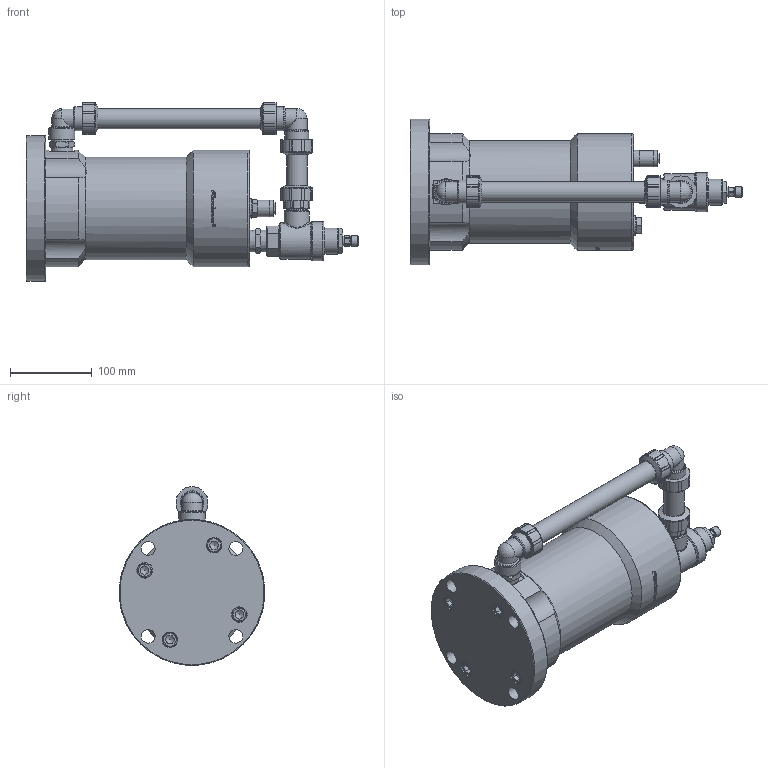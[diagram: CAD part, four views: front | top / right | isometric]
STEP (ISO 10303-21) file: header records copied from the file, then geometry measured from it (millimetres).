
FILE_DESCRIPTION((''),'2;1');
FILE_NAME('4200-00-M.stp','2012-02-21T15:05:32',('Petr'),(''),'Autodesk Inventor 2011','Autodesk Inventor 2011','');
FILE_SCHEMA(('CONFIG_CONTROL_DESIGN'));
Length unit declared in the file: millimetre
Products named in the file (1): 4200-00-M
Bounding box: 407 x 178.32 x 218.66 mm (x, y, z)
Volume: 4291621.7 mm3; surface area: 316495.5 mm2
Topology: 1 solids, 30 shells, 985 faces, 2505 edges, 1641 vertices
Faces by surface type: plane 368, cylinder 250, bspline 156, torus 116, cone 93, sphere 2
Full cylindrical faces by diameter (mm): 6 x1, 6.647 x6, 8 x12, 8.5 x6, 8.647 x1, 9.73 x1, 10 x1, 10.106 x5, 11.053 x1, 11.989 x1, 12 x8, 12.5 x2, 13 x11, 13.157 x1, 13.5 x6, 17 x4, 17.2 x1, 18 x4, 18.339 x1, 19 x6, 19.9 x1, 20 x2, 21 x5, 23 x2, 23.546 x1, 24 x1, 24.689 x3, 25 x8, 26.441 x2, 29 x3
Entity records: 44758 total; most frequent: CARTESIAN_POINT 23174, ORIENTED_EDGE 4286, DIRECTION 3687, EDGE_CURVE 2143, AXIS2_PLACEMENT_3D 1539, VERTEX_POINT 1517, EDGE_LOOP 1338, FACE_OUTER_BOUND 985
